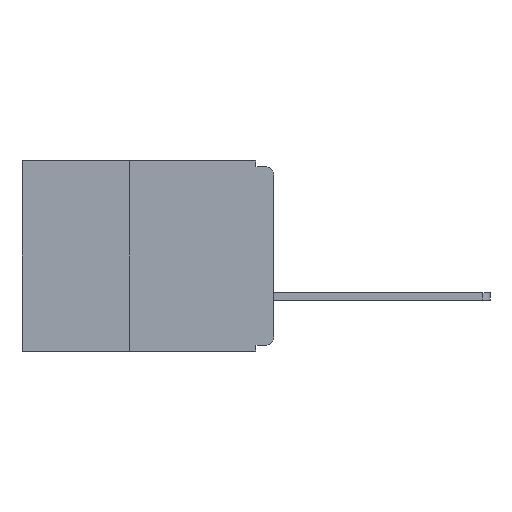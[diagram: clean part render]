
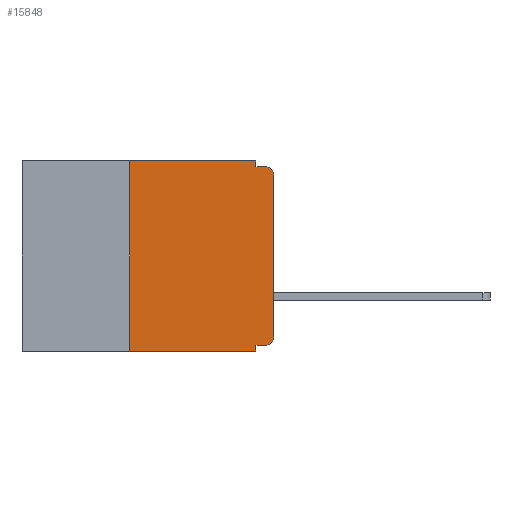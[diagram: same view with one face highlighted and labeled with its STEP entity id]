
A CAD part, left-side view. The second image highlights one B-rep face of the part: STEP entity #15848.
In plain terms, the highlighted planar face has unit normal (-1, 0, 0).
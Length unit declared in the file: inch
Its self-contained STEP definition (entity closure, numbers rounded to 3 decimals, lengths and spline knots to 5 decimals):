
#639 = CARTESIAN_POINT ( 'NONE',  ( 0., 0.437, 0. ) ) ;
#791 = EDGE_CURVE ( 'NONE', #24978, #30592, #23529, .T. ) ;
#1151 = CARTESIAN_POINT ( 'NONE',  ( 0., 0.031, -0.33 ) ) ;
#1188 = AXIS2_PLACEMENT_3D ( 'NONE', #639, #8312, #25621 ) ;
#1298 = DIRECTION ( 'NONE',  ( 0., 0., -1. ) ) ;
#1334 = DIRECTION ( 'NONE',  ( -1., 0., 0. ) ) ;
#1377 = CARTESIAN_POINT ( 'NONE',  ( 0., 0.015, -0.305 ) ) ;
#1399 = CARTESIAN_POINT ( 'NONE',  ( 0., 0., -0.32 ) ) ;
#1628 = CARTESIAN_POINT ( 'NONE',  ( 0., 0.437, -0.33 ) ) ;
#1762 = CARTESIAN_POINT ( 'NONE',  ( 0., 0.031, -0.32 ) ) ;
#3346 = EDGE_LOOP ( 'NONE', ( #16756, #27475, #3728, #4114, #12672, #6385, #20574, #26405, #18666, #20758 ) ) ;
#3546 = AXIS2_PLACEMENT_3D ( 'NONE', #1377, #1334, #1298 ) ;
#3728 = ORIENTED_EDGE ( 'NONE', *, *, #791, .F. ) ;
#4114 = ORIENTED_EDGE ( 'NONE', *, *, #16860, .F. ) ;
#4202 = CARTESIAN_POINT ( 'NONE',  ( 0., 0.25, 0. ) ) ;
#4458 = VECTOR ( 'NONE', #6398, 39.37008 ) ;
#4911 = FACE_OUTER_BOUND ( 'NONE', #3346, .T. ) ;
#5309 = CARTESIAN_POINT ( 'NONE',  ( 0., 0., -0.305 ) ) ;
#5332 = EDGE_CURVE ( 'NONE', #10704, #9681, #6949, .T. ) ;
#5452 = VECTOR ( 'NONE', #21498, 39.37008 ) ;
#6040 = CARTESIAN_POINT ( 'NONE',  ( 0., 0.031, 0. ) ) ;
#6385 = ORIENTED_EDGE ( 'NONE', *, *, #24673, .F. ) ;
#6398 = DIRECTION ( 'NONE',  ( 0., 0., -1. ) ) ;
#6691 = CARTESIAN_POINT ( 'NONE',  ( 0., 0., -0.01 ) ) ;
#6697 = CARTESIAN_POINT ( 'NONE',  ( 0., 0.015, -0.025 ) ) ;
#6949 = CIRCLE ( 'NONE', #3546, 0.015 ) ;
#7717 = CARTESIAN_POINT ( 'NONE',  ( 0., 0., 0. ) ) ;
#8312 = DIRECTION ( 'NONE',  ( 1., 0., 0. ) ) ;
#8562 = DIRECTION ( 'NONE',  ( 0., 0., -1. ) ) ;
#8987 = CARTESIAN_POINT ( 'NONE',  ( 0., 0.031, -0.01 ) ) ;
#9233 = DIRECTION ( 'NONE',  ( 0., 0., -1. ) ) ;
#9681 = VERTEX_POINT ( 'NONE', #5309 ) ;
#9864 = CARTESIAN_POINT ( 'NONE',  ( 0., 0.25, -0.33 ) ) ;
#10230 = DIRECTION ( 'NONE',  ( 0., 0., 1. ) ) ;
#10704 = VERTEX_POINT ( 'NONE', #14347 ) ;
#11108 = VECTOR ( 'NONE', #8562, 39.37008 ) ;
#11930 = LINE ( 'NONE', #1151, #4458 ) ;
#11946 = AXIS2_PLACEMENT_3D ( 'NONE', #6697, #24067, #9233 ) ;
#11964 = LINE ( 'NONE', #7717, #24348 ) ;
#12245 = VERTEX_POINT ( 'NONE', #1762 ) ;
#12357 = DIRECTION ( 'NONE',  ( 0., 0., 1. ) ) ;
#12672 = ORIENTED_EDGE ( 'NONE', *, *, #31741, .F. ) ;
#13089 = EDGE_CURVE ( 'NONE', #9681, #31126, #11964, .T. ) ;
#13453 = EDGE_CURVE ( 'NONE', #31126, #30592, #20938, .T. ) ;
#13672 = DIRECTION ( 'NONE',  ( 0., -1., 0. ) ) ;
#14120 = LINE ( 'NONE', #1628, #23001 ) ;
#14204 = VERTEX_POINT ( 'NONE', #4202 ) ;
#14347 = CARTESIAN_POINT ( 'NONE',  ( 0., 0.015, -0.32 ) ) ;
#15445 = VECTOR ( 'NONE', #13672, 39.37008 ) ;
#15848 = ADVANCED_FACE ( 'NONE', ( #4911 ), #25520, .F. ) ;
#15952 = CARTESIAN_POINT ( 'NONE',  ( 0., 0., -0.025 ) ) ;
#16476 = EDGE_CURVE ( 'NONE', #12245, #18544, #11930, .T. ) ;
#16756 = ORIENTED_EDGE ( 'NONE', *, *, #13089, .T. ) ;
#16757 = LINE ( 'NONE', #9864, #28966 ) ;
#16860 = EDGE_CURVE ( 'NONE', #19025, #24978, #30701, .T. ) ;
#17009 = CARTESIAN_POINT ( 'NONE',  ( 0., 0.015, -0.01 ) ) ;
#18544 = VERTEX_POINT ( 'NONE', #19942 ) ;
#18555 = LINE ( 'NONE', #23314, #30698 ) ;
#18666 = ORIENTED_EDGE ( 'NONE', *, *, #28154, .F. ) ;
#19025 = VERTEX_POINT ( 'NONE', #31436 ) ;
#19942 = CARTESIAN_POINT ( 'NONE',  ( 0., 0.031, -0.33 ) ) ;
#20574 = ORIENTED_EDGE ( 'NONE', *, *, #27881, .T. ) ;
#20758 = ORIENTED_EDGE ( 'NONE', *, *, #5332, .T. ) ;
#20938 = CIRCLE ( 'NONE', #11946, 0.015 ) ;
#21498 = DIRECTION ( 'NONE',  ( 0., 1., 0. ) ) ;
#23001 = VECTOR ( 'NONE', #29015, 39.37008 ) ;
#23314 = CARTESIAN_POINT ( 'NONE',  ( 0., 0.437, 0. ) ) ;
#23529 = LINE ( 'NONE', #6691, #15445 ) ;
#23921 = VERTEX_POINT ( 'NONE', #28665 ) ;
#24067 = DIRECTION ( 'NONE',  ( -1., 0., 0. ) ) ;
#24348 = VECTOR ( 'NONE', #10230, 39.37008 ) ;
#24673 = EDGE_CURVE ( 'NONE', #23921, #14204, #16757, .T. ) ;
#24978 = VERTEX_POINT ( 'NONE', #8987 ) ;
#25236 = LINE ( 'NONE', #1399, #5452 ) ;
#25520 = PLANE ( 'NONE',  #1188 ) ;
#25621 = DIRECTION ( 'NONE',  ( 0., 0., -1. ) ) ;
#25749 = DIRECTION ( 'NONE',  ( 0., -1., 0. ) ) ;
#26405 = ORIENTED_EDGE ( 'NONE', *, *, #16476, .F. ) ;
#27475 = ORIENTED_EDGE ( 'NONE', *, *, #13453, .T. ) ;
#27881 = EDGE_CURVE ( 'NONE', #23921, #18544, #14120, .T. ) ;
#28154 = EDGE_CURVE ( 'NONE', #10704, #12245, #25236, .T. ) ;
#28665 = CARTESIAN_POINT ( 'NONE',  ( 0., 0.25, -0.33 ) ) ;
#28966 = VECTOR ( 'NONE', #12357, 39.37008 ) ;
#29015 = DIRECTION ( 'NONE',  ( 0., -1., 0. ) ) ;
#30592 = VERTEX_POINT ( 'NONE', #17009 ) ;
#30698 = VECTOR ( 'NONE', #25749, 39.37008 ) ;
#30701 = LINE ( 'NONE', #6040, #11108 ) ;
#31126 = VERTEX_POINT ( 'NONE', #15952 ) ;
#31436 = CARTESIAN_POINT ( 'NONE',  ( 0., 0.031, 0. ) ) ;
#31741 = EDGE_CURVE ( 'NONE', #14204, #19025, #18555, .T. ) ;
